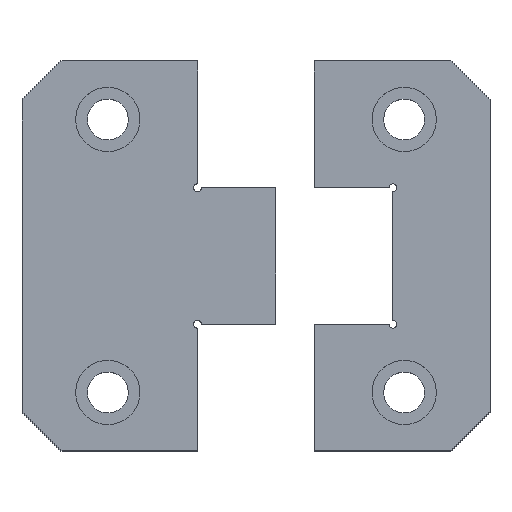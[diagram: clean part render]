
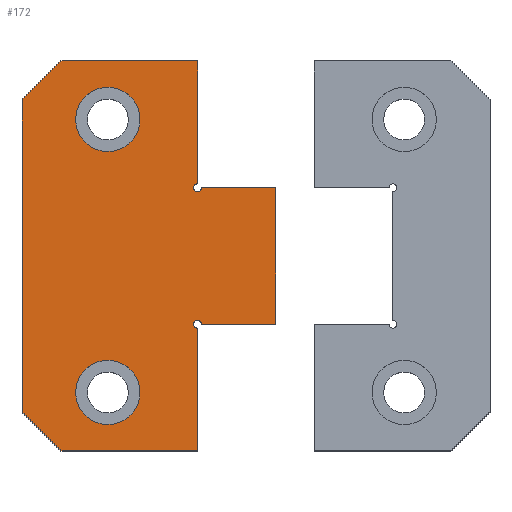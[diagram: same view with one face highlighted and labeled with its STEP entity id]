
A CAD part, top view. The second image highlights one B-rep face of the part: STEP entity #172.
In plain terms, the highlighted planar face has unit normal (0, 0, 1).
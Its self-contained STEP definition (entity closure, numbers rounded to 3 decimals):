
#172 = ADVANCED_FACE( '', ( #340, #341, #342 ), #343, .T. );
#340 = FACE_BOUND( '', #500, .T. );
#341 = FACE_BOUND( '', #501, .T. );
#342 = FACE_OUTER_BOUND( '', #502, .T. );
#343 = PLANE( '', #503 );
#500 = EDGE_LOOP( '', ( #805 ) );
#501 = EDGE_LOOP( '', ( #806 ) );
#502 = EDGE_LOOP( '', ( #807, #808, #809, #810, #811, #812, #813, #814, #815, #816, #817, #818 ) );
#503 = AXIS2_PLACEMENT_3D( '', #819, #820, #821 );
#805 = ORIENTED_EDGE( '', *, *, #1011, .F. );
#806 = ORIENTED_EDGE( '', *, *, #1012, .T. );
#807 = ORIENTED_EDGE( '', *, *, #939, .T. );
#808 = ORIENTED_EDGE( '', *, *, #954, .T. );
#809 = ORIENTED_EDGE( '', *, *, #983, .T. );
#810 = ORIENTED_EDGE( '', *, *, #958, .T. );
#811 = ORIENTED_EDGE( '', *, *, #975, .T. );
#812 = ORIENTED_EDGE( '', *, *, #1007, .F. );
#813 = ORIENTED_EDGE( '', *, *, #1013, .T. );
#814 = ORIENTED_EDGE( '', *, *, #912, .T. );
#815 = ORIENTED_EDGE( '', *, *, #1009, .T. );
#816 = ORIENTED_EDGE( '', *, *, #918, .F. );
#817 = ORIENTED_EDGE( '', *, *, #1014, .T. );
#818 = ORIENTED_EDGE( '', *, *, #1015, .T. );
#819 = CARTESIAN_POINT( '', ( 45., -17.5, 9.5 ) );
#820 = DIRECTION( '', ( 0., 0., 1. ) );
#821 = DIRECTION( '', ( 1., 0., 0. ) );
#912 = EDGE_CURVE( '', #1056, #1061, #1063, .T. );
#918 = EDGE_CURVE( '', #1072, #1065, #1074, .T. );
#939 = EDGE_CURVE( '', #1111, #1109, #1112, .T. );
#954 = EDGE_CURVE( '', #1109, #1133, #1135, .T. );
#958 = EDGE_CURVE( '', #1142, #1140, #1143, .T. );
#975 = EDGE_CURVE( '', #1140, #1165, #1167, .T. );
#983 = EDGE_CURVE( '', #1133, #1142, #1177, .T. );
#1007 = EDGE_CURVE( '', #1206, #1165, #1208, .T. );
#1009 = EDGE_CURVE( '', #1061, #1065, #1210, .T. );
#1011 = EDGE_CURVE( '', #1212, #1212, #1213, .T. );
#1012 = EDGE_CURVE( '', #1214, #1214, #1215, .T. );
#1013 = EDGE_CURVE( '', #1206, #1056, #1216, .T. );
#1014 = EDGE_CURVE( '', #1072, #1217, #1218, .T. );
#1015 = EDGE_CURVE( '', #1217, #1111, #1219, .T. );
#1056 = VERTEX_POINT( '', #1264 );
#1061 = VERTEX_POINT( '', #1271 );
#1063 = LINE( '', #1274, #1275 );
#1065 = VERTEX_POINT( '', #1277 );
#1072 = VERTEX_POINT( '', #1300 );
#1074 = CIRCLE( '', #1303, 1. );
#1109 = VERTEX_POINT( '', #1350 );
#1111 = VERTEX_POINT( '', #1353 );
#1112 = LINE( '', #1354, #1355 );
#1133 = VERTEX_POINT( '', #1398 );
#1135 = LINE( '', #1401, #1402 );
#1140 = VERTEX_POINT( '', #1408 );
#1142 = VERTEX_POINT( '', #1411 );
#1143 = LINE( '', #1412, #1413 );
#1165 = VERTEX_POINT( '', #1442 );
#1167 = LINE( '', #1445, #1446 );
#1177 = LINE( '', #1460, #1461 );
#1206 = VERTEX_POINT( '', #1498 );
#1208 = CIRCLE( '', #1501, 1. );
#1210 = LINE( '', #1503, #1504 );
#1212 = VERTEX_POINT( '', #1506 );
#1213 = CIRCLE( '', #1507, 8.25 );
#1214 = VERTEX_POINT( '', #1508 );
#1215 = CIRCLE( '', #1509, 8.25 );
#1216 = LINE( '', #1510, #1511 );
#1217 = VERTEX_POINT( '', #1512 );
#1218 = LINE( '', #1513, #1514 );
#1219 = LINE( '', #1515, #1516 );
#1264 = CARTESIAN_POINT( '', ( 65., -17.5, 9.5 ) );
#1271 = CARTESIAN_POINT( '', ( 65., 17.5, 9.5 ) );
#1274 = CARTESIAN_POINT( '', ( 65., -17.5, 9.5 ) );
#1275 = VECTOR( '', #1560, 1000. );
#1277 = CARTESIAN_POINT( '', ( 46., 17.5, 9.5 ) );
#1300 = CARTESIAN_POINT( '', ( 45., 18.5, 9.5 ) );
#1303 = AXIS2_PLACEMENT_3D( '', #1566, #1567, #1568 );
#1350 = CARTESIAN_POINT( '', ( 0., 40., 9.5 ) );
#1353 = CARTESIAN_POINT( '', ( 10., 50., 9.5 ) );
#1354 = CARTESIAN_POINT( '', ( 10., 50., 9.5 ) );
#1355 = VECTOR( '', #1594, 1000. );
#1398 = CARTESIAN_POINT( '', ( 0., -40., 9.5 ) );
#1401 = CARTESIAN_POINT( '', ( 0., 40., 9.5 ) );
#1402 = VECTOR( '', #1609, 1000. );
#1408 = CARTESIAN_POINT( '', ( 45., -50., 9.5 ) );
#1411 = CARTESIAN_POINT( '', ( 10., -50., 9.5 ) );
#1412 = CARTESIAN_POINT( '', ( 10., -50., 9.5 ) );
#1413 = VECTOR( '', #1612, 1000. );
#1442 = CARTESIAN_POINT( '', ( 45., -18.5, 9.5 ) );
#1445 = CARTESIAN_POINT( '', ( 45., -50., 9.5 ) );
#1446 = VECTOR( '', #1633, 1000. );
#1460 = CARTESIAN_POINT( '', ( 0., -40., 9.5 ) );
#1461 = VECTOR( '', #1638, 1000. );
#1498 = CARTESIAN_POINT( '', ( 46., -17.5, 9.5 ) );
#1501 = AXIS2_PLACEMENT_3D( '', #1660, #1661, #1662 );
#1503 = CARTESIAN_POINT( '', ( 65., 17.5, 9.5 ) );
#1504 = VECTOR( '', #1663, 1000. );
#1506 = CARTESIAN_POINT( '', ( 30.25, -35., 9.5 ) );
#1507 = AXIS2_PLACEMENT_3D( '', #1664, #1665, #1666 );
#1508 = CARTESIAN_POINT( '', ( 13.75, 35., 9.5 ) );
#1509 = AXIS2_PLACEMENT_3D( '', #1667, #1668, #1669 );
#1510 = CARTESIAN_POINT( '', ( 46., -17.5, 9.5 ) );
#1511 = VECTOR( '', #1670, 1000. );
#1512 = CARTESIAN_POINT( '', ( 45., 50., 9.5 ) );
#1513 = CARTESIAN_POINT( '', ( 45., 18.5, 9.5 ) );
#1514 = VECTOR( '', #1671, 1000. );
#1515 = CARTESIAN_POINT( '', ( 45., 50., 9.5 ) );
#1516 = VECTOR( '', #1672, 1000. );
#1560 = DIRECTION( '', ( 0., 1., 0. ) );
#1566 = CARTESIAN_POINT( '', ( 45., 17.5, 9.5 ) );
#1567 = DIRECTION( '', ( 0., 0., 1. ) );
#1568 = DIRECTION( '', ( 1., 0., 0. ) );
#1594 = DIRECTION( '', ( -0.707, -0.707, 0. ) );
#1609 = DIRECTION( '', ( 0., -1., 0. ) );
#1612 = DIRECTION( '', ( 1., 0., 0. ) );
#1633 = DIRECTION( '', ( 0., 1., 0. ) );
#1638 = DIRECTION( '', ( 0.707, -0.707, 0. ) );
#1660 = CARTESIAN_POINT( '', ( 45., -17.5, 9.5 ) );
#1661 = DIRECTION( '', ( 0., 0., 1. ) );
#1662 = DIRECTION( '', ( 1., 0., 0. ) );
#1663 = DIRECTION( '', ( -1., 0., 0. ) );
#1664 = CARTESIAN_POINT( '', ( 22., -35., 9.5 ) );
#1665 = DIRECTION( '', ( 0., 0., 1. ) );
#1666 = DIRECTION( '', ( 1., 0., 0. ) );
#1667 = CARTESIAN_POINT( '', ( 22., 35., 9.5 ) );
#1668 = DIRECTION( '', ( 0., 0., -1. ) );
#1669 = DIRECTION( '', ( -1., 0., 0. ) );
#1670 = DIRECTION( '', ( 1., 0., 0. ) );
#1671 = DIRECTION( '', ( 0., 1., 0. ) );
#1672 = DIRECTION( '', ( -1., 0., 0. ) );
